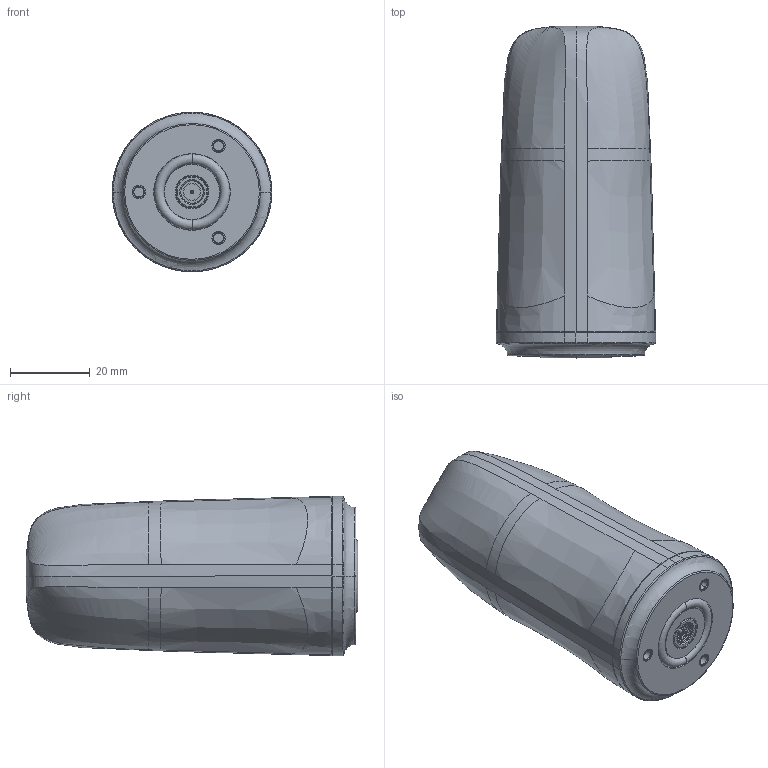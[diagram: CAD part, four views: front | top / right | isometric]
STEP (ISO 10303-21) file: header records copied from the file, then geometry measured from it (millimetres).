
FILE_DESCRIPTION (( 'STEP AP214' ), '1' );
FILE_NAME ('AS-ANT3B-HEL-L1256-SMA-00-R00.STEP', '2022-03-04T08:05:31', ( '' ), ( '' ), 'SwSTEP 2.0', 'SolidWorks 2020', '' );
FILE_SCHEMA (( 'AUTOMOTIVE_DESIGN' ));
Length unit declared in the file: millimetre
Products named in the file (1): AS-ANT3B-HEL-L1256-SMA-00-R00
Bounding box: 39.99 x 83.09 x 39.99 mm (x, y, z)
Volume: 20193.9 mm3; surface area: 39851.1 mm2
Topology: 8 solids, 9 shells, 521 faces, 1388 edges, 908 vertices
Faces by surface type: plane 180, cylinder 159, bspline 100, cone 44, torus 36, sphere 2
Entity records: 31662 total; most frequent: CARTESIAN_POINT 19114, ORIENTED_EDGE 2760, DIRECTION 2329, EDGE_CURVE 1380, VERTEX_POINT 908, AXIS2_PLACEMENT_3D 894, EDGE_LOOP 566, VECTOR 541
